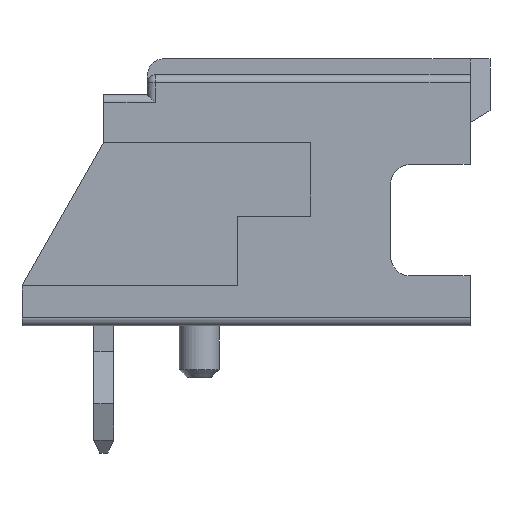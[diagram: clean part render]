
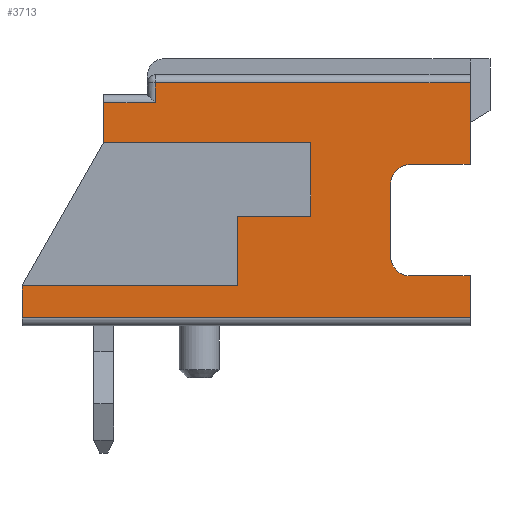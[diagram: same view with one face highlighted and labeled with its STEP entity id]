
A CAD part, left-side view. The second image highlights one B-rep face of the part: STEP entity #3713.
In plain terms, the highlighted planar face has unit normal (-1, 0, 0).
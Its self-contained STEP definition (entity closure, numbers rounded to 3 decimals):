
#99=FACE_OUTER_BOUND('',#302,.T.);
#302=EDGE_LOOP('',(#2446,#2447,#2448,#2449,#2450,#2451,#2452,#2453,#2454,
#2455,#2456,#2457,#2458,#2459,#2460,#2461,#2462,#2463));
#512=CIRCLE('',#3931,0.5);
#513=CIRCLE('',#3932,0.5);
#562=LINE('',#5195,#1056);
#563=LINE('',#5197,#1057);
#564=LINE('',#5199,#1058);
#565=LINE('',#5201,#1059);
#566=LINE('',#5203,#1060);
#567=LINE('',#5205,#1061);
#568=LINE('',#5207,#1062);
#569=LINE('',#5209,#1063);
#570=LINE('',#5211,#1064);
#571=LINE('',#5213,#1065);
#572=LINE('',#5215,#1066);
#573=LINE('',#5217,#1067);
#574=LINE('',#5221,#1068);
#575=LINE('',#5225,#1069);
#576=LINE('',#5227,#1070);
#577=LINE('',#5228,#1071);
#1056=VECTOR('',#4189,0.5);
#1057=VECTOR('',#4190,1.3);
#1058=VECTOR('',#4191,1.);
#1059=VECTOR('',#4192,5.2);
#1060=VECTOR('',#4193,1.85);
#1061=VECTOR('',#4194,1.85);
#1062=VECTOR('',#4195,1.75);
#1063=VECTOR('',#4196,5.4);
#1064=VECTOR('',#4197,0.8);
#1065=VECTOR('',#4198,11.25);
#1066=VECTOR('',#4199,1.05);
#1067=VECTOR('',#4200,1.5);
#1068=VECTOR('',#4203,1.8);
#1069=VECTOR('',#4206,1.5);
#1070=VECTOR('',#4207,2.05);
#1071=VECTOR('',#4208,7.9);
#1550=VERTEX_POINT('',#5193);
#1551=VERTEX_POINT('',#5194);
#1552=VERTEX_POINT('',#5196);
#1553=VERTEX_POINT('',#5198);
#1554=VERTEX_POINT('',#5200);
#1555=VERTEX_POINT('',#5202);
#1556=VERTEX_POINT('',#5204);
#1557=VERTEX_POINT('',#5206);
#1558=VERTEX_POINT('',#5208);
#1559=VERTEX_POINT('',#5210);
#1560=VERTEX_POINT('',#5212);
#1561=VERTEX_POINT('',#5214);
#1562=VERTEX_POINT('',#5216);
#1563=VERTEX_POINT('',#5218);
#1564=VERTEX_POINT('',#5220);
#1565=VERTEX_POINT('',#5222);
#1566=VERTEX_POINT('',#5224);
#1567=VERTEX_POINT('',#5226);
#1900=EDGE_CURVE('',#1550,#1551,#562,.T.);
#1901=EDGE_CURVE('',#1550,#1552,#563,.T.);
#1902=EDGE_CURVE('',#1553,#1552,#564,.T.);
#1903=EDGE_CURVE('',#1554,#1553,#565,.T.);
#1904=EDGE_CURVE('',#1555,#1554,#566,.T.);
#1905=EDGE_CURVE('',#1556,#1555,#567,.T.);
#1906=EDGE_CURVE('',#1557,#1556,#568,.T.);
#1907=EDGE_CURVE('',#1558,#1557,#569,.T.);
#1908=EDGE_CURVE('',#1559,#1558,#570,.T.);
#1909=EDGE_CURVE('',#1559,#1560,#571,.T.);
#1910=EDGE_CURVE('',#1561,#1560,#572,.T.);
#1911=EDGE_CURVE('',#1562,#1561,#573,.T.);
#1912=EDGE_CURVE('',#1563,#1562,#512,.T.);
#1913=EDGE_CURVE('',#1564,#1563,#574,.T.);
#1914=EDGE_CURVE('',#1565,#1564,#513,.T.);
#1915=EDGE_CURVE('',#1566,#1565,#575,.T.);
#1916=EDGE_CURVE('',#1567,#1566,#576,.T.);
#1917=EDGE_CURVE('',#1567,#1551,#577,.T.);
#2446=ORIENTED_EDGE('',*,*,#1900,.F.);
#2447=ORIENTED_EDGE('',*,*,#1901,.T.);
#2448=ORIENTED_EDGE('',*,*,#1902,.F.);
#2449=ORIENTED_EDGE('',*,*,#1903,.F.);
#2450=ORIENTED_EDGE('',*,*,#1904,.F.);
#2451=ORIENTED_EDGE('',*,*,#1905,.F.);
#2452=ORIENTED_EDGE('',*,*,#1906,.F.);
#2453=ORIENTED_EDGE('',*,*,#1907,.F.);
#2454=ORIENTED_EDGE('',*,*,#1908,.F.);
#2455=ORIENTED_EDGE('',*,*,#1909,.T.);
#2456=ORIENTED_EDGE('',*,*,#1910,.F.);
#2457=ORIENTED_EDGE('',*,*,#1911,.F.);
#2458=ORIENTED_EDGE('',*,*,#1912,.F.);
#2459=ORIENTED_EDGE('',*,*,#1913,.F.);
#2460=ORIENTED_EDGE('',*,*,#1914,.F.);
#2461=ORIENTED_EDGE('',*,*,#1915,.F.);
#2462=ORIENTED_EDGE('',*,*,#1916,.F.);
#2463=ORIENTED_EDGE('',*,*,#1917,.T.);
#3538=PLANE('',#3930);
#3713=ADVANCED_FACE('',(#99),#3538,.F.);
#3930=AXIS2_PLACEMENT_3D('',#5192,#4187,#4188);
#3931=AXIS2_PLACEMENT_3D('',#5219,#4201,#4202);
#3932=AXIS2_PLACEMENT_3D('',#5223,#4204,#4205);
#4187=DIRECTION('center_axis',(1.,0.,0.));
#4188=DIRECTION('ref_axis',(0.,0.,1.));
#4189=DIRECTION('',(0.,0.,1.));
#4190=DIRECTION('',(0.,1.,0.));
#4191=DIRECTION('',(0.,0.,1.));
#4192=DIRECTION('',(0.,1.,0.));
#4193=DIRECTION('',(0.,0.,1.));
#4194=DIRECTION('',(0.,-1.,0.));
#4195=DIRECTION('',(0.,0.,1.));
#4196=DIRECTION('',(0.,-1.,0.));
#4197=DIRECTION('',(0.,0.,1.));
#4198=DIRECTION('',(0.,-1.,0.));
#4199=DIRECTION('',(0.,0.,-1.));
#4200=DIRECTION('',(0.,-1.,0.));
#4201=DIRECTION('center_axis',(-1.,0.,0.));
#4202=DIRECTION('ref_axis',(0.,1.,0.));
#4203=DIRECTION('',(0.,0.,-1.));
#4204=DIRECTION('center_axis',(-1.,0.,0.));
#4205=DIRECTION('ref_axis',(0.,0.,1.));
#4206=DIRECTION('',(0.,1.,0.));
#4207=DIRECTION('',(0.,0.,-1.));
#4208=DIRECTION('',(0.,1.,0.));
#5192=CARTESIAN_POINT('Origin',(-4.,2.05,0.));
#5193=CARTESIAN_POINT('',(-4.,-1.3,5.6));
#5194=CARTESIAN_POINT('',(-4.,-1.3,6.1));
#5195=CARTESIAN_POINT('',(-4.,-1.3,5.6));
#5196=CARTESIAN_POINT('',(-4.,0.,5.6));
#5197=CARTESIAN_POINT('',(-4.,-1.3,5.6));
#5198=CARTESIAN_POINT('',(-4.,0.,4.6));
#5199=CARTESIAN_POINT('',(-4.,0.,4.6));
#5200=CARTESIAN_POINT('',(-4.,-5.2,4.6));
#5201=CARTESIAN_POINT('',(-4.,-5.2,4.6));
#5202=CARTESIAN_POINT('',(-4.,-5.2,2.75));
#5203=CARTESIAN_POINT('',(-4.,-5.2,2.75));
#5204=CARTESIAN_POINT('',(-4.,-3.35,2.75));
#5205=CARTESIAN_POINT('',(-4.,-3.35,2.75));
#5206=CARTESIAN_POINT('',(-4.,-3.35,1.));
#5207=CARTESIAN_POINT('',(-4.,-3.35,1.));
#5208=CARTESIAN_POINT('',(-4.,2.05,1.));
#5209=CARTESIAN_POINT('',(-4.,2.05,1.));
#5210=CARTESIAN_POINT('',(-4.,2.05,0.2));
#5211=CARTESIAN_POINT('',(-4.,2.05,0.2));
#5212=CARTESIAN_POINT('',(-4.,-9.2,0.2));
#5213=CARTESIAN_POINT('',(-4.,2.05,0.2));
#5214=CARTESIAN_POINT('',(-4.,-9.2,1.25));
#5215=CARTESIAN_POINT('',(-4.,-9.2,1.25));
#5216=CARTESIAN_POINT('',(-4.,-7.7,1.25));
#5217=CARTESIAN_POINT('',(-4.,-7.7,1.25));
#5218=CARTESIAN_POINT('',(-4.,-7.2,1.75));
#5219=CARTESIAN_POINT('Origin',(-4.,-7.7,1.75));
#5220=CARTESIAN_POINT('',(-4.,-7.2,3.55));
#5221=CARTESIAN_POINT('',(-4.,-7.2,3.55));
#5222=CARTESIAN_POINT('',(-4.,-7.7,4.05));
#5223=CARTESIAN_POINT('Origin',(-4.,-7.7,3.55));
#5224=CARTESIAN_POINT('',(-4.,-9.2,4.05));
#5225=CARTESIAN_POINT('',(-4.,-9.2,4.05));
#5226=CARTESIAN_POINT('',(-4.,-9.2,6.1));
#5227=CARTESIAN_POINT('',(-4.,-9.2,6.1));
#5228=CARTESIAN_POINT('',(-4.,-9.2,6.1));
